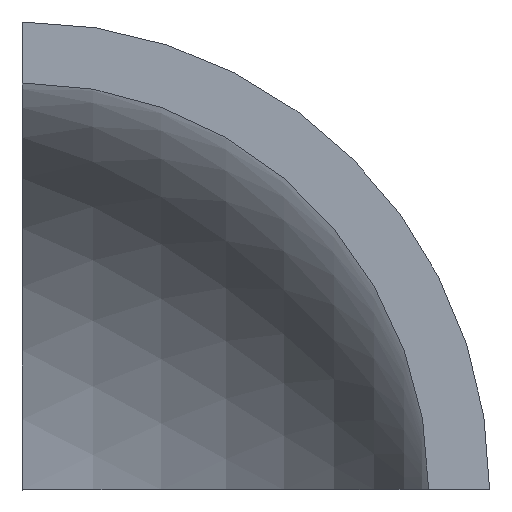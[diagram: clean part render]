
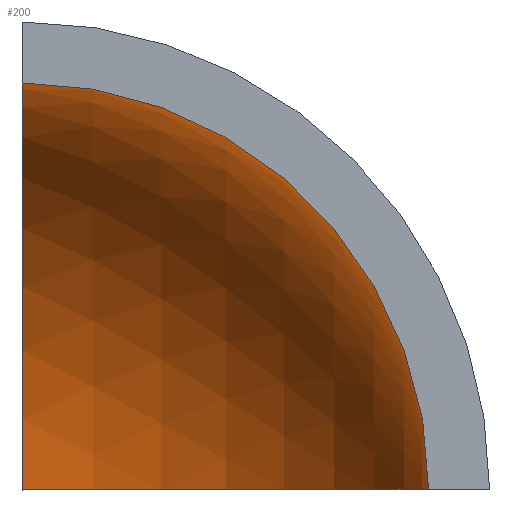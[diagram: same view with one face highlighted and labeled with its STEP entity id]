
A CAD part, top view. The second image highlights one B-rep face of the part: STEP entity #200.
In plain terms, the highlighted spherical face has radius 12.7 mm.
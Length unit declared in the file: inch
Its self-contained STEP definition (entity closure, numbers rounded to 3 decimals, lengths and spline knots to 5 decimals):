
#9 = VERTEX_POINT ( 'NONE', #44 ) ;
#14 = EDGE_CURVE ( 'NONE', #196, #42, #43, .T. ) ;
#23 = DIRECTION ( 'NONE',  ( 0., -1., 0. ) ) ;
#41 = EDGE_CURVE ( 'NONE', #196, #9, #51, .T. ) ;
#42 = VERTEX_POINT ( 'NONE', #212 ) ;
#43 = CIRCLE ( 'NONE', #45, 0.5 ) ;
#44 = CARTESIAN_POINT ( 'NONE',  ( 0.5, 0., 0. ) ) ;
#45 = AXIS2_PLACEMENT_3D ( 'NONE', #148, #111, #155 ) ;
#46 = DIRECTION ( 'NONE',  ( 1., 0., 0. ) ) ;
#51 = CIRCLE ( 'NONE', #109, 0.5 ) ;
#52 = EDGE_CURVE ( 'NONE', #42, #9, #106, .T. ) ;
#68 = FACE_OUTER_BOUND ( 'NONE', #175, .T. ) ;
#70 = SPHERICAL_SURFACE ( 'NONE', #201, 0.5 ) ;
#89 = DIRECTION ( 'NONE',  ( 0., 0., -1. ) ) ;
#98 = ORIENTED_EDGE ( 'NONE', *, *, #14, .T. ) ;
#102 = ORIENTED_EDGE ( 'NONE', *, *, #52, .T. ) ;
#105 = CARTESIAN_POINT ( 'NONE',  ( 0., 0., 0. ) ) ;
#106 = CIRCLE ( 'NONE', #112, 0.5 ) ;
#109 = AXIS2_PLACEMENT_3D ( 'NONE', #161, #89, #119 ) ;
#111 = DIRECTION ( 'NONE',  ( -1., 0., 0. ) ) ;
#112 = AXIS2_PLACEMENT_3D ( 'NONE', #105, #23, #46 ) ;
#119 = DIRECTION ( 'NONE',  ( 1., 0., 0. ) ) ;
#124 = DIRECTION ( 'NONE',  ( 0., 0., -1. ) ) ;
#126 = DIRECTION ( 'NONE',  ( 1., 0., 0. ) ) ;
#130 = CARTESIAN_POINT ( 'NONE',  ( 0., 0., 0. ) ) ;
#148 = CARTESIAN_POINT ( 'NONE',  ( 0., 0., 0. ) ) ;
#154 = CARTESIAN_POINT ( 'NONE',  ( 0., 0.5, 0. ) ) ;
#155 = DIRECTION ( 'NONE',  ( 0., 0., -1. ) ) ;
#157 = ORIENTED_EDGE ( 'NONE', *, *, #41, .F. ) ;
#161 = CARTESIAN_POINT ( 'NONE',  ( 0., 0., 0. ) ) ;
#175 = EDGE_LOOP ( 'NONE', ( #102, #157, #98 ) ) ;
#196 = VERTEX_POINT ( 'NONE', #154 ) ;
#200 = ADVANCED_FACE ( 'NONE', ( #68 ), #70, .F. ) ;
#201 = AXIS2_PLACEMENT_3D ( 'NONE', #130, #126, #124 ) ;
#212 = CARTESIAN_POINT ( 'NONE',  ( 0., 0., -0.5 ) ) ;
